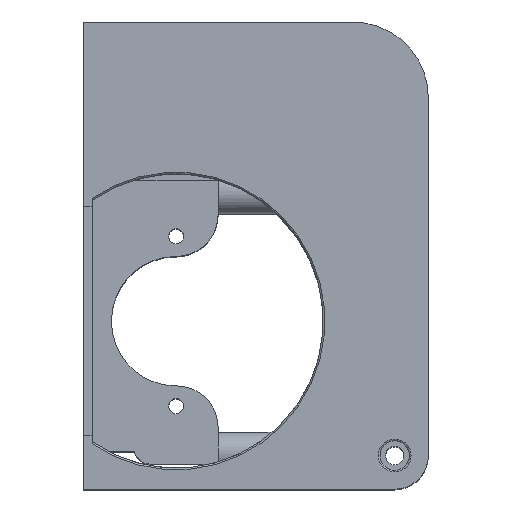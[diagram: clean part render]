
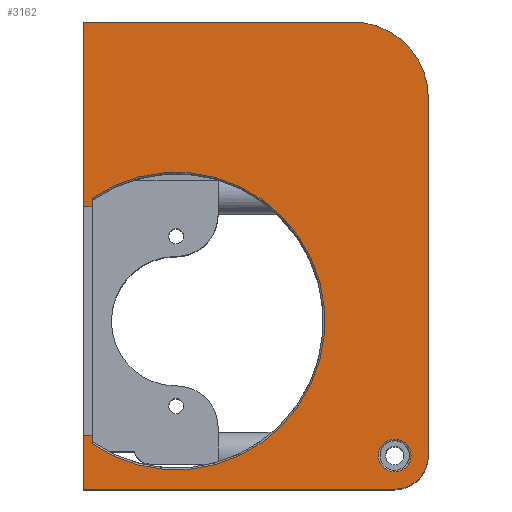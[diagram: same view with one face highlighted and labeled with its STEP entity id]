
A CAD part, top view. The second image highlights one B-rep face of the part: STEP entity #3162.
In plain terms, the highlighted planar face has unit normal (0, 0, 1).
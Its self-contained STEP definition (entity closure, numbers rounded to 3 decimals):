
#75=FACE_BOUND('',#549,.T.);
#161=PLANE('',#3453);
#328=FACE_OUTER_BOUND('',#548,.T.);
#548=EDGE_LOOP('',(#2783,#2784,#2785,#2786,#2787,#2788,#2789,#2790,#2791,
#2792,#2793,#2794));
#549=EDGE_LOOP('',(#2795));
#629=LINE('',#4517,#943);
#633=LINE('',#4525,#947);
#809=LINE('',#5101,#1123);
#811=LINE('',#5105,#1125);
#812=LINE('',#5108,#1126);
#830=LINE('',#5151,#1144);
#864=LINE('',#5233,#1178);
#873=LINE('',#5259,#1187);
#875=LINE('',#5263,#1189);
#943=VECTOR('',#3587,0.994);
#947=VECTOR('',#3591,0.994);
#1123=VECTOR('',#4083,1.);
#1125=VECTOR('',#4087,1.);
#1126=VECTOR('',#4090,21.959);
#1144=VECTOR('',#4116,6.389);
#1178=VECTOR('',#4198,37.);
#1187=VECTOR('',#4221,32.);
#1189=VECTOR('',#4225,42.57);
#1322=CIRCLE('',#3421,9.);
#1325=CIRCLE('',#3428,4.);
#1334=CIRCLE('',#3444,17.7);
#1338=CIRCLE('',#3450,1.95);
#1390=VERTEX_POINT('',#4505);
#1391=VERTEX_POINT('',#4516);
#1394=VERTEX_POINT('',#4522);
#1395=VERTEX_POINT('',#4524);
#1575=VERTEX_POINT('',#5099);
#1576=VERTEX_POINT('',#5103);
#1577=VERTEX_POINT('',#5107);
#1598=VERTEX_POINT('',#5149);
#1622=VERTEX_POINT('',#5231);
#1627=VERTEX_POINT('',#5243);
#1628=VERTEX_POINT('',#5245);
#1633=VERTEX_POINT('',#5262);
#1642=VERTEX_POINT('',#5304);
#1701=EDGE_CURVE('',#1391,#1390,#629,.T.);
#1705=EDGE_CURVE('',#1394,#1395,#633,.T.);
#1954=EDGE_CURVE('',#1575,#1391,#809,.T.);
#1956=EDGE_CURVE('',#1394,#1576,#811,.T.);
#1957=EDGE_CURVE('',#1575,#1577,#812,.T.);
#1979=EDGE_CURVE('',#1576,#1598,#830,.T.);
#2022=EDGE_CURVE('',#1622,#1598,#864,.T.);
#2028=EDGE_CURVE('',#1628,#1627,#1322,.T.);
#2035=EDGE_CURVE('',#1577,#1627,#873,.T.);
#2037=EDGE_CURVE('',#1633,#1628,#875,.T.);
#2040=EDGE_CURVE('',#1622,#1633,#1325,.T.);
#2055=EDGE_CURVE('',#1395,#1390,#1334,.T.);
#2060=EDGE_CURVE('',#1642,#1642,#1338,.T.);
#2783=ORIENTED_EDGE('',*,*,#2028,.T.);
#2784=ORIENTED_EDGE('',*,*,#2035,.F.);
#2785=ORIENTED_EDGE('',*,*,#1957,.F.);
#2786=ORIENTED_EDGE('',*,*,#1954,.T.);
#2787=ORIENTED_EDGE('',*,*,#1701,.T.);
#2788=ORIENTED_EDGE('',*,*,#2055,.F.);
#2789=ORIENTED_EDGE('',*,*,#1705,.F.);
#2790=ORIENTED_EDGE('',*,*,#1956,.T.);
#2791=ORIENTED_EDGE('',*,*,#1979,.T.);
#2792=ORIENTED_EDGE('',*,*,#2022,.F.);
#2793=ORIENTED_EDGE('',*,*,#2040,.T.);
#2794=ORIENTED_EDGE('',*,*,#2037,.T.);
#2795=ORIENTED_EDGE('',*,*,#2060,.F.);
#3162=ADVANCED_FACE('',(#328,#75),#161,.T.);
#3421=AXIS2_PLACEMENT_3D('',#5246,#4207,#4208);
#3428=AXIS2_PLACEMENT_3D('',#5268,#4230,#4231);
#3444=AXIS2_PLACEMENT_3D('',#5295,#4268,#4269);
#3450=AXIS2_PLACEMENT_3D('',#5305,#4281,#4282);
#3453=AXIS2_PLACEMENT_3D('',#5309,#4287,#4288);
#3587=DIRECTION('',(0.,1.,0.));
#3591=DIRECTION('',(0.,-1.,0.));
#4083=DIRECTION('',(1.,0.,0.));
#4087=DIRECTION('',(-1.,0.,0.));
#4090=DIRECTION('',(0.,1.,0.));
#4116=DIRECTION('',(0.,-1.,0.));
#4198=DIRECTION('',(-1.,0.,0.));
#4207=DIRECTION('center_axis',(0.,0.,1.));
#4208=DIRECTION('ref_axis',(1.,0.,0.));
#4221=DIRECTION('',(1.,0.,0.));
#4225=DIRECTION('',(0.,1.,0.));
#4230=DIRECTION('center_axis',(0.,0.,1.));
#4231=DIRECTION('ref_axis',(0.,-1.,0.));
#4268=DIRECTION('center_axis',(0.,0.,1.));
#4269=DIRECTION('ref_axis',(1.,0.,0.));
#4281=DIRECTION('center_axis',(0.,0.,1.));
#4282=DIRECTION('ref_axis',(-1.,0.,0.));
#4287=DIRECTION('center_axis',(0.,0.,1.));
#4288=DIRECTION('ref_axis',(1.,0.,0.));
#4505=CARTESIAN_POINT('',(-10.,14.604,1.5));
#4516=CARTESIAN_POINT('',(-10.,13.611,1.5));
#4517=CARTESIAN_POINT('',(-10.,14.361,1.5));
#4522=CARTESIAN_POINT('',(-10.,-13.611,1.5));
#4524=CARTESIAN_POINT('',(-10.,-14.604,1.5));
#4525=CARTESIAN_POINT('',(-10.,-7.097,1.5));
#5099=CARTESIAN_POINT('',(-11.,13.611,1.5));
#5101=CARTESIAN_POINT('',(-10.,13.611,1.5));
#5103=CARTESIAN_POINT('',(-11.,-13.611,1.5));
#5105=CARTESIAN_POINT('',(-11.,-13.611,1.5));
#5107=CARTESIAN_POINT('',(-11.,35.57,1.5));
#5108=CARTESIAN_POINT('',(-11.,23.,1.5));
#5149=CARTESIAN_POINT('',(-11.,-20.,1.5));
#5151=CARTESIAN_POINT('',(-11.,-33.,1.5));
#5231=CARTESIAN_POINT('',(26.,-20.,1.5));
#5233=CARTESIAN_POINT('',(-11.,-20.,1.5));
#5243=CARTESIAN_POINT('',(21.,35.57,1.5));
#5245=CARTESIAN_POINT('',(30.,26.57,1.5));
#5246=CARTESIAN_POINT('Origin',(21.,26.57,1.5));
#5259=CARTESIAN_POINT('',(-11.,35.57,1.5));
#5262=CARTESIAN_POINT('',(30.,-16.,1.5));
#5263=CARTESIAN_POINT('',(30.,-16.,1.5));
#5268=CARTESIAN_POINT('Origin',(26.,-16.,1.5));
#5295=CARTESIAN_POINT('Origin',(0.,0.,
1.5));
#5304=CARTESIAN_POINT('',(27.95,-16.,1.5));
#5305=CARTESIAN_POINT('Origin',(26.,-16.,1.5));
#5309=CARTESIAN_POINT('Origin',(6.86,-4.193,1.5));
